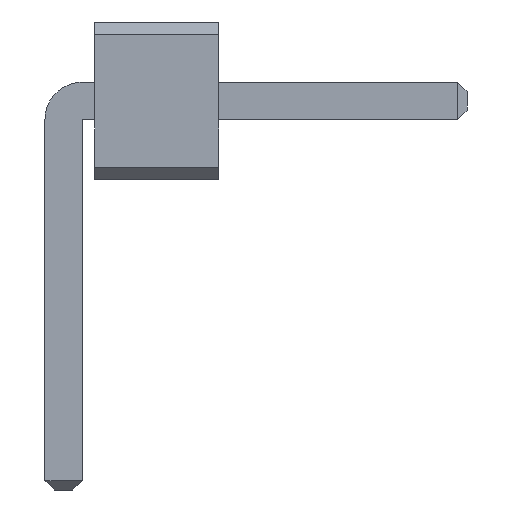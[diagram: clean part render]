
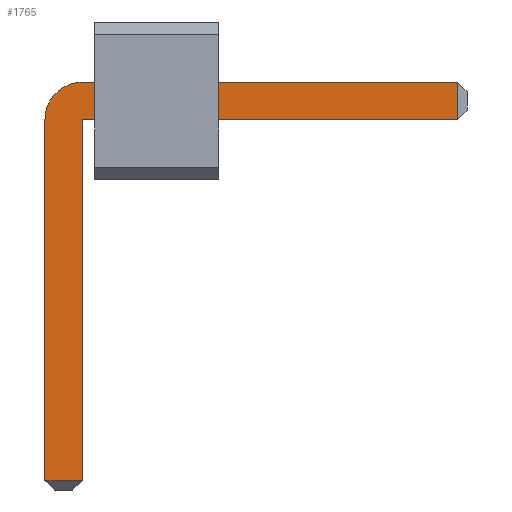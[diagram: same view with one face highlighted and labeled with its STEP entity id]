
A CAD part, front view. The second image highlights one B-rep face of the part: STEP entity #1765.
In plain terms, the highlighted planar face has unit normal (0, -1, 0).
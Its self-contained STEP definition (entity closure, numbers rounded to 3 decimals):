
#13=DIRECTION('',(0.,0.,1.));
#739=VECTOR('',#13,1.);
#1536=DIRECTION('',(0.,0.,-1.));
#1568=VECTOR('',#1569,1.);
#1569=DIRECTION('',(1.,0.,0.));
#1575=VECTOR('',#1536,1.);
#1582=VECTOR('',#1583,1.);
#1583=DIRECTION('',(-1.,0.,0.));
#1604=DIRECTION('',(-0.,1.,0.));
#1608=DIRECTION('',(0.,1.,0.));
#1609=DIRECTION('',(0.,0.,1.));
#1616=VERTEX_POINT('',#1617);
#1617=CARTESIAN_POINT('',(0.15,-11.15,0.785));
#1619=ORIENTED_EDGE('',*,*,#1620,.T.);
#1620=EDGE_CURVE('',#1616,#1621,#1623,.T.);
#1621=VERTEX_POINT('',#1622);
#1622=CARTESIAN_POINT('',(3.175,-11.15,0.785));
#1623=LINE('',#1624,#1568);
#1624=CARTESIAN_POINT('',(-0.15,-11.15,0.785));
#1661=EDGE_CURVE('',#1662,#1616,#1664,.T.);
#1662=VERTEX_POINT('',#1663);
#1663=CARTESIAN_POINT('',(-0.15,-11.15,0.485));
#1664=CIRCLE('',#1665,0.3);
#1665=AXIS2_PLACEMENT_3D('',#1666,#1604,#1536);
#1666=CARTESIAN_POINT('',(0.15,-11.15,0.485));
#1678=VERTEX_POINT('',#1679);
#1679=CARTESIAN_POINT('',(3.175,-11.15,0.485));
#1681=ORIENTED_EDGE('',*,*,#1682,.T.);
#1682=EDGE_CURVE('',#1678,#1683,#1684,.T.);
#1683=VERTEX_POINT('',#1666);
#1684=LINE('',#1685,#1582);
#1685=CARTESIAN_POINT('',(3.25,-11.15,0.485));
#1697=VERTEX_POINT('',#1698);
#1698=CARTESIAN_POINT('',(-0.15,-11.15,-2.425));
#1700=ORIENTED_EDGE('',*,*,#1701,.T.);
#1701=EDGE_CURVE('',#1697,#1662,#1702,.T.);
#1702=LINE('',#1703,#739);
#1703=CARTESIAN_POINT('',(-0.15,-11.15,-2.5));
#1711=ORIENTED_EDGE('',*,*,#1712,.T.);
#1712=EDGE_CURVE('',#1683,#1713,#1715,.T.);
#1713=VERTEX_POINT('',#1714);
#1714=CARTESIAN_POINT('',(0.15,-11.15,-2.425));
#1715=LINE('',#1666,#1575);
#1765=ADVANCED_FACE('',(#1766),#1775,.F.);
#1766=FACE_BOUND('',#1767,.F.);
#1767=EDGE_LOOP('',(#1619,#1768,#1681,#1711,#1771,#1700,#1774));
#1768=ORIENTED_EDGE('',*,*,#1769,.T.);
#1769=EDGE_CURVE('',#1621,#1678,#1770,.T.);
#1770=LINE('',#1622,#1575);
#1771=ORIENTED_EDGE('',*,*,#1772,.T.);
#1772=EDGE_CURVE('',#1713,#1697,#1773,.T.);
#1773=LINE('',#1714,#1582);
#1774=ORIENTED_EDGE('',*,*,#1661,.T.);
#1775=PLANE('',#1776);
#1776=AXIS2_PLACEMENT_3D('',#1777,#1608,#1609);
#1777=CARTESIAN_POINT('',(0.858,-11.15,-0.165));
